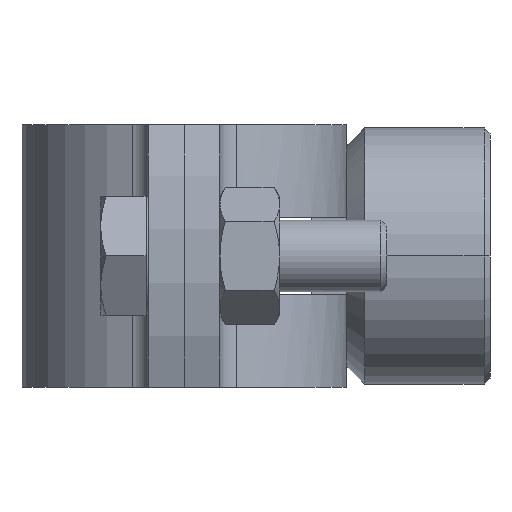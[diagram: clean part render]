
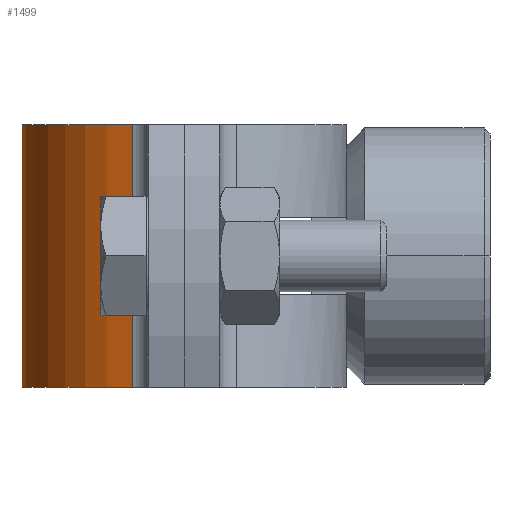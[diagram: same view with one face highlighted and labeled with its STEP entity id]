
A CAD part, left-side view. The second image highlights one B-rep face of the part: STEP entity #1499.
In plain terms, the highlighted cylindrical face has radius 13.65 mm (diameter 27.3 mm), a partial arc.
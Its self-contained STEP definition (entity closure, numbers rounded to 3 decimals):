
#210 = EDGE_CURVE ( 'NONE', #1053, #2259, #214, .T. ) ;
#214 = LINE ( 'NONE', #4593, #1773 ) ;
#302 = ORIENTED_EDGE ( 'NONE', *, *, #3830, .T. ) ;
#441 = VERTEX_POINT ( 'NONE', #3489 ) ;
#454 = AXIS2_PLACEMENT_3D ( 'NONE', #3155, #3152, #3150 ) ;
#504 = CIRCLE ( 'NONE', #454, 13.65 ) ;
#570 = VERTEX_POINT ( 'NONE', #4115 ) ;
#704 = DIRECTION ( 'NONE',  ( 0., 0., -1. ) ) ;
#729 = CARTESIAN_POINT ( 'NONE',  ( -12.935, -4.361, 11. ) ) ;
#750 = LINE ( 'NONE', #729, #2584 ) ;
#809 = EDGE_CURVE ( 'NONE', #441, #570, #750, .T. ) ;
#1053 = VERTEX_POINT ( 'NONE', #3657 ) ;
#1333 = EDGE_CURVE ( 'NONE', #441, #1053, #3325, .T. ) ;
#1377 = DIRECTION ( 'NONE',  ( -1., 0., 0. ) ) ;
#1387 = DIRECTION ( 'NONE',  ( 0., 0., -1. ) ) ;
#1402 = CARTESIAN_POINT ( 'NONE',  ( 0., 0., 11. ) ) ;
#1414 = CYLINDRICAL_SURFACE ( 'NONE', #3519, 13.65 ) ;
#1446 = FACE_OUTER_BOUND ( 'NONE', #3267, .T. ) ;
#1499 = ADVANCED_FACE ( 'NONE', ( #1446 ), #1414, .T. ) ;
#1571 = ORIENTED_EDGE ( 'NONE', *, *, #1333, .F. ) ;
#1773 = VECTOR ( 'NONE', #2115, 1000. ) ;
#2115 = DIRECTION ( 'NONE',  ( 0., 0., -1. ) ) ;
#2223 = DIRECTION ( 'NONE',  ( 1., 0., 0. ) ) ;
#2251 = DIRECTION ( 'NONE',  ( 0., 0., 1. ) ) ;
#2255 = CARTESIAN_POINT ( 'NONE',  ( 0., 0., 11. ) ) ;
#2259 = VERTEX_POINT ( 'NONE', #2950 ) ;
#2321 = ORIENTED_EDGE ( 'NONE', *, *, #809, .T. ) ;
#2584 = VECTOR ( 'NONE', #704, 1000. ) ;
#2950 = CARTESIAN_POINT ( 'NONE',  ( 12.935, -4.361, -11. ) ) ;
#3150 = DIRECTION ( 'NONE',  ( 1., 0., 0. ) ) ;
#3152 = DIRECTION ( 'NONE',  ( 0., 0., 1. ) ) ;
#3155 = CARTESIAN_POINT ( 'NONE',  ( 0., 0., -11. ) ) ;
#3267 = EDGE_LOOP ( 'NONE', ( #302, #3564, #1571, #2321 ) ) ;
#3325 = CIRCLE ( 'NONE', #3331, 13.65 ) ;
#3331 = AXIS2_PLACEMENT_3D ( 'NONE', #2255, #2251, #2223 ) ;
#3489 = CARTESIAN_POINT ( 'NONE',  ( -12.935, -4.361, 11. ) ) ;
#3519 = AXIS2_PLACEMENT_3D ( 'NONE', #1402, #1387, #1377 ) ;
#3564 = ORIENTED_EDGE ( 'NONE', *, *, #210, .F. ) ;
#3657 = CARTESIAN_POINT ( 'NONE',  ( 12.935, -4.361, 11. ) ) ;
#3830 = EDGE_CURVE ( 'NONE', #570, #2259, #504, .T. ) ;
#4115 = CARTESIAN_POINT ( 'NONE',  ( -12.935, -4.361, -11. ) ) ;
#4593 = CARTESIAN_POINT ( 'NONE',  ( 12.935, -4.361, 11. ) ) ;
